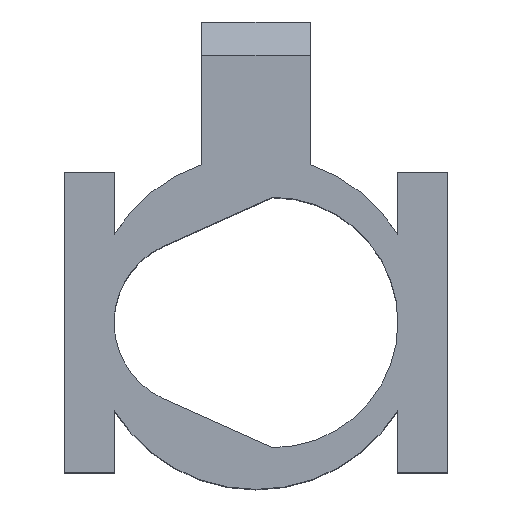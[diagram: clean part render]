
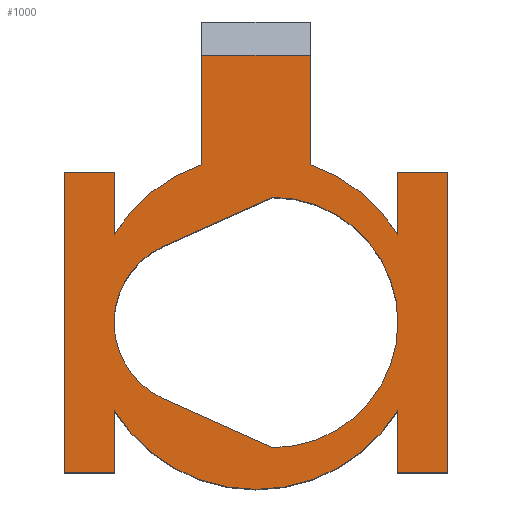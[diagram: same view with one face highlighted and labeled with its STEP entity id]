
A CAD part, top view. The second image highlights one B-rep face of the part: STEP entity #1000.
In plain terms, the highlighted planar face has unit normal (0, 0, 1).
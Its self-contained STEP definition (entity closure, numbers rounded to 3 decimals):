
#24=FACE_BOUND('',#179,.T.);
#50=CIRCLE('',#1082,20.);
#58=CIRCLE('',#1090,20.);
#60=CIRCLE('',#1092,20.);
#61=CIRCLE('',#1099,15.);
#62=CIRCLE('',#1100,10.);
#118=FACE_OUTER_BOUND('',#178,.T.);
#178=EDGE_LOOP('',(#811,#812,#813,#814,#815,#816,#817,#818,#819,#820,#821,
#822,#823,#824,#825,#826));
#179=EDGE_LOOP('',(#827,#828,#829,#830));
#208=LINE('',#1409,#307);
#216=LINE('',#1424,#315);
#224=LINE('',#1545,#323);
#241=LINE('',#1785,#340);
#243=LINE('',#1791,#342);
#248=LINE('',#1800,#347);
#251=LINE('',#1806,#350);
#253=LINE('',#1811,#352);
#266=LINE('',#1856,#365);
#268=LINE('',#1860,#367);
#269=LINE('',#1863,#368);
#271=LINE('',#1866,#370);
#272=LINE('',#1868,#371);
#273=LINE('',#1873,#372);
#274=LINE('',#1876,#373);
#307=VECTOR('',#1131,10.);
#315=VECTOR('',#1141,10.);
#323=VECTOR('',#1171,10.);
#340=VECTOR('',#1236,10.);
#342=VECTOR('',#1240,10.);
#347=VECTOR('',#1247,10.);
#350=VECTOR('',#1252,10.);
#352=VECTOR('',#1260,10.);
#365=VECTOR('',#1301,10.);
#367=VECTOR('',#1305,10.);
#368=VECTOR('',#1308,10.);
#370=VECTOR('',#1312,10.);
#371=VECTOR('',#1315,10.);
#372=VECTOR('',#1318,10.);
#373=VECTOR('',#1321,10.);
#406=VERTEX_POINT('',#1406);
#407=VERTEX_POINT('',#1408);
#413=VERTEX_POINT('',#1422);
#426=VERTEX_POINT('',#1542);
#427=VERTEX_POINT('',#1544);
#453=VERTEX_POINT('',#1778);
#456=VERTEX_POINT('',#1783);
#457=VERTEX_POINT('',#1787);
#459=VERTEX_POINT('',#1790);
#462=VERTEX_POINT('',#1797);
#464=VERTEX_POINT('',#1804);
#465=VERTEX_POINT('',#1813);
#478=VERTEX_POINT('',#1840);
#480=VERTEX_POINT('',#1845);
#483=VERTEX_POINT('',#1858);
#484=VERTEX_POINT('',#1862);
#485=VERTEX_POINT('',#1869);
#486=VERTEX_POINT('',#1870);
#487=VERTEX_POINT('',#1872);
#488=VERTEX_POINT('',#1874);
#504=EDGE_CURVE('',#406,#407,#208,.T.);
#512=EDGE_CURVE('',#406,#413,#216,.T.);
#530=EDGE_CURVE('',#426,#427,#224,.T.);
#567=EDGE_CURVE('',#456,#453,#241,.T.);
#569=EDGE_CURVE('',#457,#459,#243,.T.);
#574=EDGE_CURVE('',#427,#462,#248,.T.);
#577=EDGE_CURVE('',#426,#464,#251,.T.);
#580=EDGE_CURVE('',#459,#464,#253,.T.);
#581=EDGE_CURVE('',#465,#462,#50,.T.);
#596=EDGE_CURVE('',#413,#478,#58,.T.);
#599=EDGE_CURVE('',#457,#480,#60,.T.);
#604=EDGE_CURVE('',#456,#465,#266,.T.);
#606=EDGE_CURVE('',#478,#483,#268,.T.);
#607=EDGE_CURVE('',#453,#484,#269,.T.);
#609=EDGE_CURVE('',#484,#483,#271,.T.);
#610=EDGE_CURVE('',#480,#407,#272,.T.);
#611=EDGE_CURVE('',#485,#486,#61,.T.);
#612=EDGE_CURVE('',#486,#487,#273,.T.);
#613=EDGE_CURVE('',#487,#488,#62,.T.);
#614=EDGE_CURVE('',#488,#485,#274,.T.);
#811=ORIENTED_EDGE('',*,*,#504,.F.);
#812=ORIENTED_EDGE('',*,*,#512,.T.);
#813=ORIENTED_EDGE('',*,*,#596,.T.);
#814=ORIENTED_EDGE('',*,*,#606,.T.);
#815=ORIENTED_EDGE('',*,*,#609,.F.);
#816=ORIENTED_EDGE('',*,*,#607,.F.);
#817=ORIENTED_EDGE('',*,*,#567,.F.);
#818=ORIENTED_EDGE('',*,*,#604,.T.);
#819=ORIENTED_EDGE('',*,*,#581,.T.);
#820=ORIENTED_EDGE('',*,*,#574,.F.);
#821=ORIENTED_EDGE('',*,*,#530,.F.);
#822=ORIENTED_EDGE('',*,*,#577,.T.);
#823=ORIENTED_EDGE('',*,*,#580,.F.);
#824=ORIENTED_EDGE('',*,*,#569,.F.);
#825=ORIENTED_EDGE('',*,*,#599,.T.);
#826=ORIENTED_EDGE('',*,*,#610,.T.);
#827=ORIENTED_EDGE('',*,*,#611,.T.);
#828=ORIENTED_EDGE('',*,*,#612,.T.);
#829=ORIENTED_EDGE('',*,*,#613,.T.);
#830=ORIENTED_EDGE('',*,*,#614,.T.);
#955=PLANE('',#1098);
#1000=ADVANCED_FACE('',(#118,#24),#955,.T.);
#1082=AXIS2_PLACEMENT_3D('',#1814,#1263,#1264);
#1090=AXIS2_PLACEMENT_3D('',#1842,#1286,#1287);
#1092=AXIS2_PLACEMENT_3D('',#1847,#1291,#1292);
#1098=AXIS2_PLACEMENT_3D('',#1867,#1313,#1314);
#1099=AXIS2_PLACEMENT_3D('',#1871,#1316,#1317);
#1100=AXIS2_PLACEMENT_3D('',#1875,#1319,#1320);
#1131=DIRECTION('',(1.,0.,0.));
#1141=DIRECTION('',(0.,-1.,0.));
#1171=DIRECTION('',(-1.,0.,0.));
#1236=DIRECTION('',(-1.,0.,0.));
#1240=DIRECTION('',(0.,1.,0.));
#1247=DIRECTION('',(0.,1.,0.));
#1252=DIRECTION('',(0.,1.,0.));
#1260=DIRECTION('',(1.,0.,0.));
#1263=DIRECTION('center_axis',(0.,0.,1.));
#1264=DIRECTION('ref_axis',(1.,0.,0.));
#1286=DIRECTION('center_axis',(0.,0.,1.));
#1287=DIRECTION('ref_axis',(1.,0.,0.));
#1291=DIRECTION('center_axis',(0.,0.,1.));
#1292=DIRECTION('ref_axis',(1.,0.,0.));
#1301=DIRECTION('',(0.,1.,0.));
#1305=DIRECTION('',(0.,1.,0.));
#1308=DIRECTION('',(0.,1.,0.));
#1312=DIRECTION('',(1.,0.,0.));
#1313=DIRECTION('center_axis',(0.,0.,1.));
#1314=DIRECTION('ref_axis',(1.,0.,0.));
#1315=DIRECTION('',(0.,1.,0.));
#1316=DIRECTION('center_axis',(0.,0.,-1.));
#1317=DIRECTION('ref_axis',(0.,-1.,0.));
#1318=DIRECTION('',(-0.912,0.409,0.));
#1319=DIRECTION('center_axis',(0.,0.,-1.));
#1320=DIRECTION('ref_axis',(-0.409,0.912,0.));
#1321=DIRECTION('',(0.912,0.409,0.));
#1406=CARTESIAN_POINT('',(-6.5,32.,40.));
#1408=CARTESIAN_POINT('',(6.5,32.,40.));
#1409=CARTESIAN_POINT('',(-3.25,32.,40.));
#1422=CARTESIAN_POINT('',(-6.5,18.914,40.));
#1424=CARTESIAN_POINT('',(-6.5,36.,40.));
#1542=CARTESIAN_POINT('',(23.,-18.,40.));
#1544=CARTESIAN_POINT('',(17.,-18.,40.));
#1545=CARTESIAN_POINT('',(17.,-18.,40.));
#1778=CARTESIAN_POINT('',(-23.,-18.,40.));
#1783=CARTESIAN_POINT('',(-17.,-18.,40.));
#1785=CARTESIAN_POINT('',(-23.,-18.,40.));
#1787=CARTESIAN_POINT('',(17.,10.536,40.));
#1790=CARTESIAN_POINT('',(17.,18.,40.));
#1791=CARTESIAN_POINT('',(17.,0.,40.));
#1797=CARTESIAN_POINT('',(17.,-10.536,40.));
#1800=CARTESIAN_POINT('',(17.,0.,40.));
#1804=CARTESIAN_POINT('',(23.,18.,40.));
#1806=CARTESIAN_POINT('',(23.,0.,40.));
#1811=CARTESIAN_POINT('',(17.,18.,40.));
#1813=CARTESIAN_POINT('',(-17.,-10.536,40.));
#1814=CARTESIAN_POINT('Origin',(0.,0.,40.));
#1840=CARTESIAN_POINT('',(-17.,10.536,40.));
#1842=CARTESIAN_POINT('Origin',(0.,0.,40.));
#1845=CARTESIAN_POINT('',(6.5,18.914,40.));
#1847=CARTESIAN_POINT('Origin',(0.,0.,40.));
#1856=CARTESIAN_POINT('',(-17.,0.,40.));
#1858=CARTESIAN_POINT('',(-17.,18.,40.));
#1860=CARTESIAN_POINT('',(-17.,0.,40.));
#1862=CARTESIAN_POINT('',(-23.,18.,40.));
#1863=CARTESIAN_POINT('',(-23.,0.,40.));
#1866=CARTESIAN_POINT('',(-23.,18.,40.));
#1867=CARTESIAN_POINT('Origin',(0.,0.,40.));
#1868=CARTESIAN_POINT('',(6.5,18.914,40.));
#1869=CARTESIAN_POINT('',(2.,15.,40.));
#1870=CARTESIAN_POINT('',(2.,-15.,40.));
#1871=CARTESIAN_POINT('Origin',(2.,0.,40.));
#1872=CARTESIAN_POINT('',(-11.094,-9.123,40.));
#1873=CARTESIAN_POINT('',(-1.634,-13.369,40.));
#1874=CARTESIAN_POINT('',(-11.094,9.123,40.));
#1875=CARTESIAN_POINT('Origin',(-7.,0.,40.));
#1876=CARTESIAN_POINT('',(-8.181,10.431,40.));
